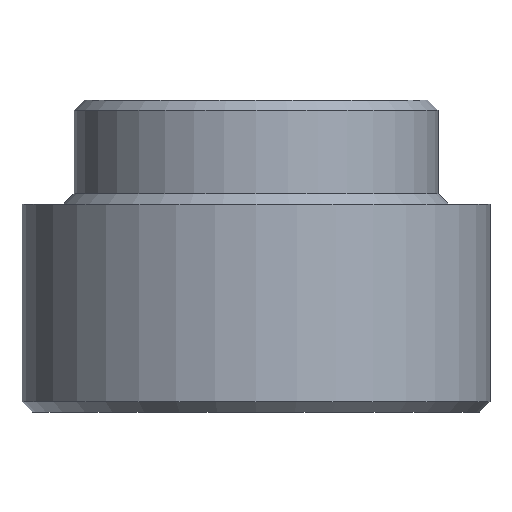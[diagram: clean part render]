
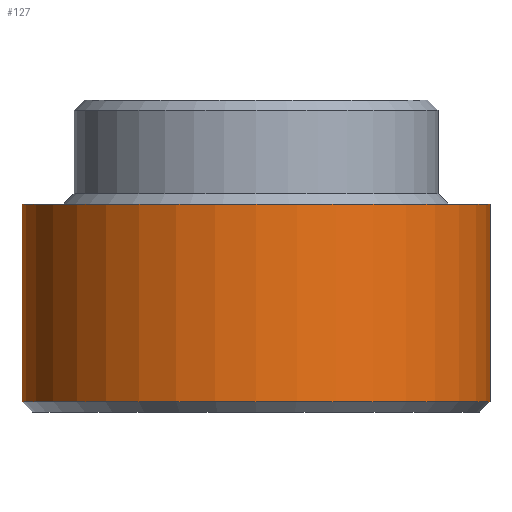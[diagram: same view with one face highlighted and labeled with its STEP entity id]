
A CAD part, front view. The second image highlights one B-rep face of the part: STEP entity #127.
In plain terms, the highlighted cylindrical face has radius 22.5 mm (diameter 45 mm), a full revolution.
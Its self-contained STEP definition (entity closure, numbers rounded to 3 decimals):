
#27=FACE_OUTER_BOUND('',#37,.T.);
#37=EDGE_LOOP('',(#100,#101,#102,#103));
#48=LINE('',#236,#54);
#54=VECTOR('',#195,22.5);
#61=CIRCLE('',#160,22.5);
#62=CIRCLE('',#162,22.5);
#70=VERTEX_POINT('',#230);
#71=VERTEX_POINT('',#234);
#81=EDGE_CURVE('',#70,#70,#61,.T.);
#82=EDGE_CURVE('',#71,#71,#62,.T.);
#83=EDGE_CURVE('',#71,#70,#48,.T.);
#100=ORIENTED_EDGE('',*,*,#82,.F.);
#101=ORIENTED_EDGE('',*,*,#83,.T.);
#102=ORIENTED_EDGE('',*,*,#81,.F.);
#103=ORIENTED_EDGE('',*,*,#83,.F.);
#122=CYLINDRICAL_SURFACE('',#161,22.5);
#127=ADVANCED_FACE('',(#27),#122,.T.);
#160=AXIS2_PLACEMENT_3D('',#232,#189,#190);
#161=AXIS2_PLACEMENT_3D('',#233,#191,#192);
#162=AXIS2_PLACEMENT_3D('',#235,#193,#194);
#189=DIRECTION('center_axis',(0.,0.,-1.));
#190=DIRECTION('ref_axis',(-1.,0.,0.));
#191=DIRECTION('center_axis',(0.,0.,1.));
#192=DIRECTION('ref_axis',(-1.,0.,0.));
#193=DIRECTION('center_axis',(0.,0.,1.));
#194=DIRECTION('ref_axis',(-1.,0.,0.));
#195=DIRECTION('',(0.,0.,-1.));
#230=CARTESIAN_POINT('',(22.5,0.,1.));
#232=CARTESIAN_POINT('Origin',(0.,0.,1.));
#233=CARTESIAN_POINT('Origin',(0.,0.,0.));
#234=CARTESIAN_POINT('',(22.5,0.,20.));
#235=CARTESIAN_POINT('Origin',(0.,0.,20.));
#236=CARTESIAN_POINT('',(22.5,0.,0.));
